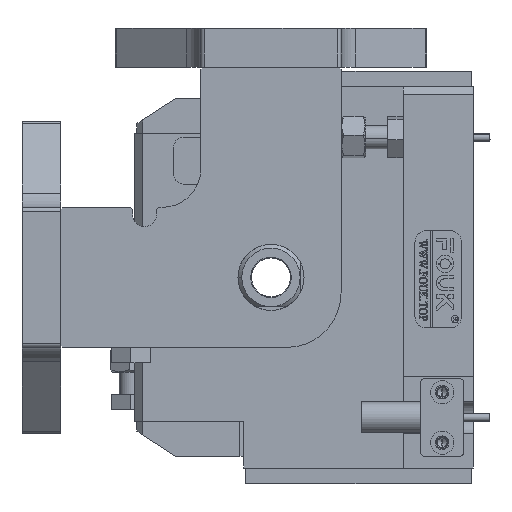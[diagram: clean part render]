
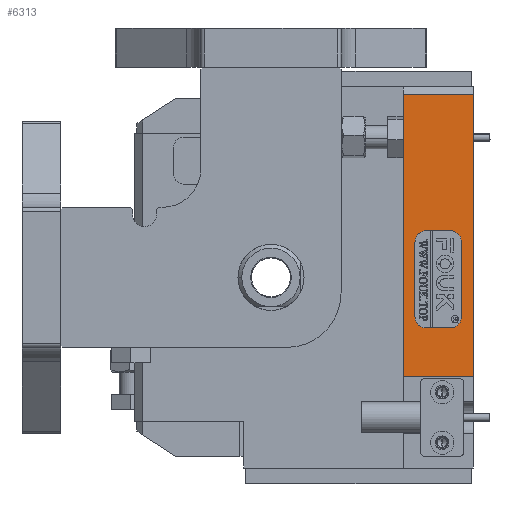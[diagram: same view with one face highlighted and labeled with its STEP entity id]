
A CAD part, left-side view. The second image highlights one B-rep face of the part: STEP entity #6313.
In plain terms, the highlighted planar face has unit normal (-1, 0, 0).
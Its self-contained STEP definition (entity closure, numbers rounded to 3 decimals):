
#568 = CARTESIAN_POINT ( 'NONE',  ( -55., 12.085, -39.915 ) ) ;
#830 = DIRECTION ( 'NONE',  ( 0., -1., 0. ) ) ;
#849 = FACE_BOUND ( 'NONE', #34546, .T. ) ;
#954 = CARTESIAN_POINT ( 'NONE',  ( -55., 0., -74.5 ) ) ;
#2700 = DIRECTION ( 'NONE',  ( 0., -1., 0. ) ) ;
#2888 = EDGE_CURVE ( 'NONE', #40454, #8970, #12037, .T. ) ;
#3278 = LINE ( 'NONE', #5224, #13249 ) ;
#3822 = ORIENTED_EDGE ( 'NONE', *, *, #38360, .T. ) ;
#4884 = EDGE_CURVE ( 'NONE', #26428, #15432, #35488, .T. ) ;
#4966 = DIRECTION ( 'NONE',  ( 0., 0., 1. ) ) ;
#4989 = ORIENTED_EDGE ( 'NONE', *, *, #35272, .F. ) ;
#5224 = CARTESIAN_POINT ( 'NONE',  ( -55., 3., -39.915 ) ) ;
#5453 = DIRECTION ( 'NONE',  ( 0., 1., 0. ) ) ;
#5640 = ORIENTED_EDGE ( 'NONE', *, *, #2888, .F. ) ;
#5654 = VECTOR ( 'NONE', #4966, 1000. ) ;
#6313 = ADVANCED_FACE ( 'NONE', ( #849, #33926 ), #36318, .F. ) ;
#6794 = LINE ( 'NONE', #31114, #29318 ) ;
#6969 = DIRECTION ( 'NONE',  ( 0., -1., 0. ) ) ;
#7186 = EDGE_CURVE ( 'NONE', #8970, #41120, #39294, .T. ) ;
#7379 = CARTESIAN_POINT ( 'NONE',  ( -55., 18., -98. ) ) ;
#7663 = EDGE_CURVE ( 'NONE', #31937, #40454, #3278, .T. ) ;
#7789 = ORIENTED_EDGE ( 'NONE', *, *, #18319, .F. ) ;
#7982 = CIRCLE ( 'NONE', #17342, 2.915 ) ;
#8126 = CARTESIAN_POINT ( 'NONE',  ( -55., 18., -2. ) ) ;
#8375 = CARTESIAN_POINT ( 'NONE',  ( -55., 0., -2. ) ) ;
#8970 = VERTEX_POINT ( 'NONE', #26099 ) ;
#9221 = CARTESIAN_POINT ( 'NONE',  ( -55., 5.915, -37. ) ) ;
#9519 = CARTESIAN_POINT ( 'NONE',  ( -55., 0., -74.5 ) ) ;
#9919 = VECTOR ( 'NONE', #10708, 1000. ) ;
#10178 = DIRECTION ( 'NONE',  ( -1., 0., 0. ) ) ;
#10708 = DIRECTION ( 'NONE',  ( 0., 1., 0. ) ) ;
#11231 = CARTESIAN_POINT ( 'NONE',  ( -55., 18., -74.5 ) ) ;
#12037 = CIRCLE ( 'NONE', #20712, 2.915 ) ;
#12765 = LINE ( 'NONE', #9519, #32319 ) ;
#13182 = VERTEX_POINT ( 'NONE', #954 ) ;
#13249 = VECTOR ( 'NONE', #28447, 1000. ) ;
#13414 = DIRECTION ( 'NONE',  ( -1., 0., 0. ) ) ;
#13696 = LINE ( 'NONE', #35852, #28709 ) ;
#14122 = EDGE_CURVE ( 'NONE', #13182, #26428, #13696, .T. ) ;
#14615 = CIRCLE ( 'NONE', #18386, 2.915 ) ;
#14801 = VERTEX_POINT ( 'NONE', #11231 ) ;
#15432 = VERTEX_POINT ( 'NONE', #8126 ) ;
#15543 = CARTESIAN_POINT ( 'NONE',  ( -55., 12.085, -37. ) ) ;
#16527 = DIRECTION ( 'NONE',  ( 0., 0., 1. ) ) ;
#16559 = EDGE_CURVE ( 'NONE', #18436, #40854, #14615, .T. ) ;
#16607 = CARTESIAN_POINT ( 'NONE',  ( -55., 5.915, -39.915 ) ) ;
#17026 = DIRECTION ( 'NONE',  ( 0., 1., 0. ) ) ;
#17342 = AXIS2_PLACEMENT_3D ( 'NONE', #568, #13414, #35827 ) ;
#17974 = CARTESIAN_POINT ( 'NONE',  ( -55., 3., -59.085 ) ) ;
#18319 = EDGE_CURVE ( 'NONE', #41120, #22579, #7982, .T. ) ;
#18386 = AXIS2_PLACEMENT_3D ( 'NONE', #26144, #10178, #6969 ) ;
#18436 = VERTEX_POINT ( 'NONE', #33308 ) ;
#18649 = CARTESIAN_POINT ( 'NONE',  ( -55., 5.915, -59.085 ) ) ;
#18797 = VECTOR ( 'NONE', #5453, 1000. ) ;
#19932 = DIRECTION ( 'NONE',  ( 0., 1., 0. ) ) ;
#20294 = ORIENTED_EDGE ( 'NONE', *, *, #38125, .F. ) ;
#20359 = EDGE_CURVE ( 'NONE', #14801, #15432, #30185, .T. ) ;
#20712 = AXIS2_PLACEMENT_3D ( 'NONE', #16607, #36217, #17026 ) ;
#21705 = ORIENTED_EDGE ( 'NONE', *, *, #14122, .T. ) ;
#21887 = DIRECTION ( 'NONE',  ( -1., 0., 0. ) ) ;
#22579 = VERTEX_POINT ( 'NONE', #24910 ) ;
#23515 = VERTEX_POINT ( 'NONE', #24119 ) ;
#24119 = CARTESIAN_POINT ( 'NONE',  ( -55., 5.915, -62. ) ) ;
#24830 = CARTESIAN_POINT ( 'NONE',  ( -55., 5.915, -62. ) ) ;
#24910 = CARTESIAN_POINT ( 'NONE',  ( -55., 15., -39.915 ) ) ;
#25044 = ORIENTED_EDGE ( 'NONE', *, *, #7663, .F. ) ;
#25548 = EDGE_LOOP ( 'NONE', ( #26092, #3822, #21705, #28283 ) ) ;
#26092 = ORIENTED_EDGE ( 'NONE', *, *, #20359, .F. ) ;
#26099 = CARTESIAN_POINT ( 'NONE',  ( -55., 5.915, -37. ) ) ;
#26144 = CARTESIAN_POINT ( 'NONE',  ( -55., 12.085, -59.085 ) ) ;
#26253 = DIRECTION ( 'NONE',  ( 1., 0., 0. ) ) ;
#26428 = VERTEX_POINT ( 'NONE', #32867 ) ;
#27296 = CARTESIAN_POINT ( 'NONE',  ( -55., 3., -39.915 ) ) ;
#27457 = EDGE_CURVE ( 'NONE', #40854, #23515, #35404, .T. ) ;
#27974 = ORIENTED_EDGE ( 'NONE', *, *, #7186, .F. ) ;
#28166 = DIRECTION ( 'NONE',  ( 0., -1., 0. ) ) ;
#28283 = ORIENTED_EDGE ( 'NONE', *, *, #4884, .T. ) ;
#28447 = DIRECTION ( 'NONE',  ( 0., 0., 1. ) ) ;
#28709 = VECTOR ( 'NONE', #16527, 1000. ) ;
#29318 = VECTOR ( 'NONE', #31254, 1000. ) ;
#30185 = LINE ( 'NONE', #7379, #5654 ) ;
#30314 = ORIENTED_EDGE ( 'NONE', *, *, #16559, .F. ) ;
#31114 = CARTESIAN_POINT ( 'NONE',  ( -55., 15., -39.915 ) ) ;
#31254 = DIRECTION ( 'NONE',  ( 0., 0., -1. ) ) ;
#31937 = VERTEX_POINT ( 'NONE', #17974 ) ;
#32319 = VECTOR ( 'NONE', #830, 1000. ) ;
#32867 = CARTESIAN_POINT ( 'NONE',  ( -55., 0., -2. ) ) ;
#33308 = CARTESIAN_POINT ( 'NONE',  ( -55., 15., -59.085 ) ) ;
#33784 = AXIS2_PLACEMENT_3D ( 'NONE', #18649, #21887, #2700 ) ;
#33926 = FACE_OUTER_BOUND ( 'NONE', #25548, .T. ) ;
#34546 = EDGE_LOOP ( 'NONE', ( #20294, #7789, #27974, #5640, #25044, #4989, #35687, #30314 ) ) ;
#35272 = EDGE_CURVE ( 'NONE', #23515, #31937, #40412, .T. ) ;
#35404 = LINE ( 'NONE', #24830, #38837 ) ;
#35488 = LINE ( 'NONE', #8375, #9919 ) ;
#35687 = ORIENTED_EDGE ( 'NONE', *, *, #27457, .F. ) ;
#35827 = DIRECTION ( 'NONE',  ( 0., 1., 0. ) ) ;
#35852 = CARTESIAN_POINT ( 'NONE',  ( -55., 0., -98. ) ) ;
#35897 = CARTESIAN_POINT ( 'NONE',  ( -55., 0., -98. ) ) ;
#36217 = DIRECTION ( 'NONE',  ( -1., 0., 0. ) ) ;
#36318 = PLANE ( 'NONE',  #38839 ) ;
#36904 = CARTESIAN_POINT ( 'NONE',  ( -55., 12.085, -62. ) ) ;
#38125 = EDGE_CURVE ( 'NONE', #22579, #18436, #6794, .T. ) ;
#38360 = EDGE_CURVE ( 'NONE', #14801, #13182, #12765, .T. ) ;
#38837 = VECTOR ( 'NONE', #28166, 1000. ) ;
#38839 = AXIS2_PLACEMENT_3D ( 'NONE', #35897, #26253, #19932 ) ;
#39294 = LINE ( 'NONE', #9221, #18797 ) ;
#40412 = CIRCLE ( 'NONE', #33784, 2.915 ) ;
#40454 = VERTEX_POINT ( 'NONE', #27296 ) ;
#40854 = VERTEX_POINT ( 'NONE', #36904 ) ;
#41120 = VERTEX_POINT ( 'NONE', #15543 ) ;
